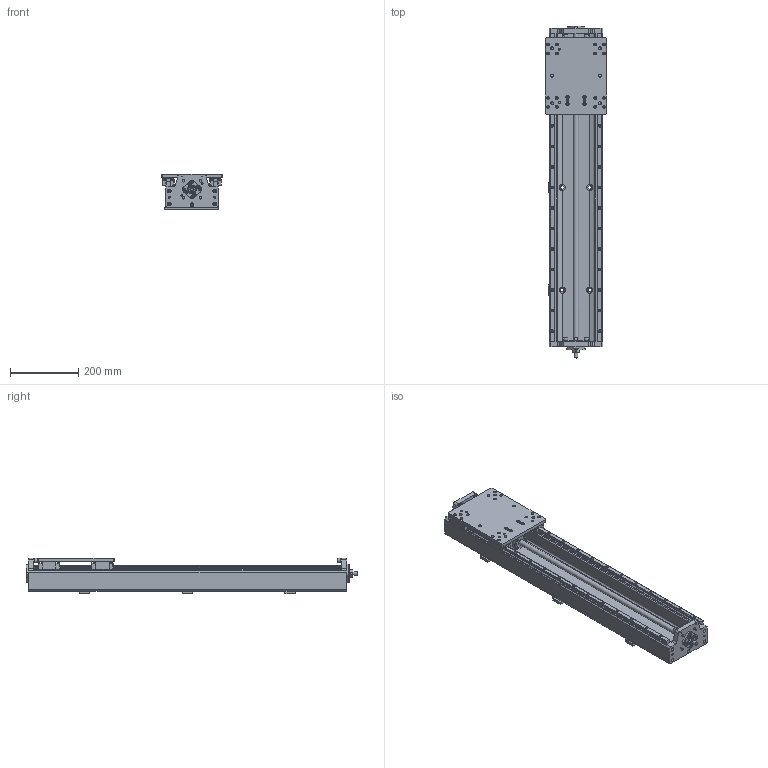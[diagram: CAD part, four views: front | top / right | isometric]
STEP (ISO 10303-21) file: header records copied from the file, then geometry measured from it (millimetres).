
FILE_DESCRIPTION((''),'2;1');
FILE_NAME('KK-HD-180-15-16XX-0900.stp','2009-03-21T10:55:37',('kurt'),(''),'Autodesk Inventor 2008','Autodesk Inventor 2008','');
FILE_SCHEMA(('AUTOMOTIVE_DESIGN { 1 0 10303 214 1 1 1 1 }'));
Length unit declared in the file: millimetre
Products named in the file (1): Part145
Bounding box: 180 x 970.5 x 105 mm (x, y, z)
Volume: 5671895.4 mm3; surface area: 803573.9 mm2
Topology: 1 solids, 19 shells, 2568 faces, 7001 edges, 4635 vertices
Faces by surface type: plane 1574, bspline 435, cylinder 421, cone 122, torus 16
Full cylindrical faces by diameter (mm): 2.459 x4, 3 x5, 3.242 x38, 3.5 x4, 3.6 x1, 4 x18, 4.134 x10, 4.5 x54, 4.917 x11, 5.5 x14, 6 x12, 6.6 x14, 7.5 x30, 8 x28, 8.376 x6, 9.5 x4, 9.6 x1, 10 x8, 10.106 x6, 11 x18, 12 x1, 15 x1, 15.12 x4, 15.36 x2, 16 x3, 17 x1, 18 x6, 20.88 x4, 24 x2, 26 x2
Entity records: 88375 total; most frequent: CARTESIAN_POINT 25231, ORIENTED_EDGE 12858, DIRECTION 10778, EDGE_CURVE 6429, VECTOR 4524, LINE 4524, VERTEX_POINT 4489, EDGE_LOOP 3344
